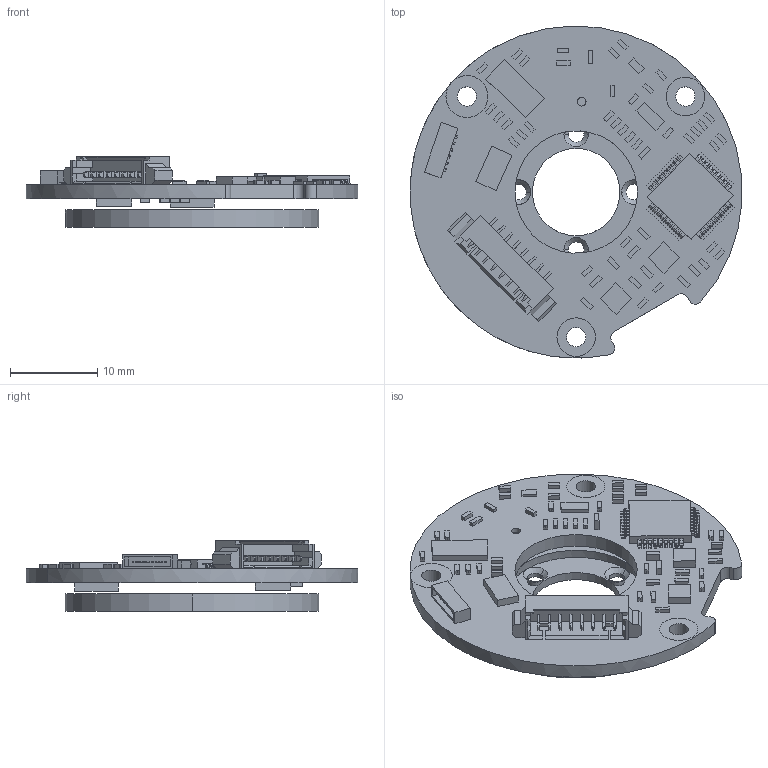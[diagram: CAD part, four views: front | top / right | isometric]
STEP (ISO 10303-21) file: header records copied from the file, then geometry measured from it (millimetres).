
FILE_DESCRIPTION (( 'STEP AP214' ), '1' );
FILE_NAME ('20240506 IAM29-A¶àÈ¦±ê×¼¿î.STEP', '2024-05-06T05:59:13', ( '' ), ( '' ), 'SwSTEP 2.0', 'SolidWorks 2018', '' );
FILE_SCHEMA (( 'AUTOMOTIVE_DESIGN' ));
Length unit declared in the file: millimetre
Products named in the file (3): 20240430 IAM29 多圈定子读头; 20240506 IAM29-A多圈标准款; 20230417 IAM29 棠晤蛌赽A
Assembly tree (2 placements, depth 2):
  20240506 IAM29-A多圈标准款
    20240430 IAM29 多圈定子读头
    20230417 IAM29 棠晤蛌赽A
Bounding box: 37.96 x 37.99 x 8.1 mm (x, y, z)
Volume: 2789.2 mm3; surface area: 4457.4 mm2
Topology: 21 solids, 21 shells, 1337 faces, 3456 edges, 2264 vertices
Faces by surface type: plane 1134, cylinder 195, cone 8
Entity records: 54877 total; most frequent: CARTESIAN_POINT 7503, ORIENTED_EDGE 6912, DIRECTION 6397, EDGE_CURVE 3456, VECTOR 2905, LINE 2905, VERTEX_POINT 2264, AXIS2_PLACEMENT_3D 1746
